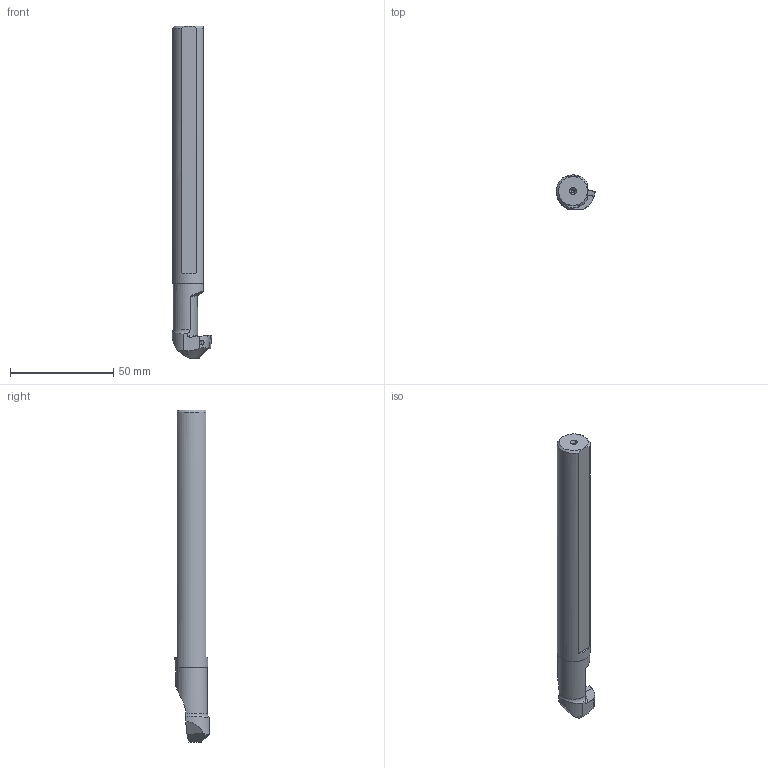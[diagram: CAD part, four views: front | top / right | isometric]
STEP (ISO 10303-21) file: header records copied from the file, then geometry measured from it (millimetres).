
FILE_DESCRIPTION(/* description */ (''),/* implementation_level */ '2;1');
FILE_NAME(/* name */ 'S16MSCZCL06_MR0_4.stp',/* time_stamp */ '2021-11-11T11:49:20+09:00',/* author */ (''),/* organization */ (''),/* preprocessor_version */ 'ST-DEVELOPER v16',/* originating_system */ 'SIEMENS PLM Software NX 10.0',/* authorisation */ '');
FILE_SCHEMA (('AUTOMOTIVE_DESIGN { 1 0 10303 214 3 1 1 1 }'));
Length unit declared in the file: millimetre
Products named in the file (1): S16MSCZCL06_MR0_4_ASM
Bounding box: 19.1 x 16.5 x 161 mm (x, y, z)
Volume: 27721.9 mm3; surface area: 8214.7 mm2
Topology: 2 solids, 2 shells, 93 faces, 269 edges, 190 vertices
Faces by surface type: plane 31, cylinder 31, cone 23, torus 6, sphere 2
Entity records: 3630 total; most frequent: CARTESIAN_POINT 1068, DIRECTION 518, ORIENTED_EDGE 514, EDGE_CURVE 257, AXIS2_PLACEMENT_3D 207, VERTEX_POINT 171, LINE 104, VECTOR 104
